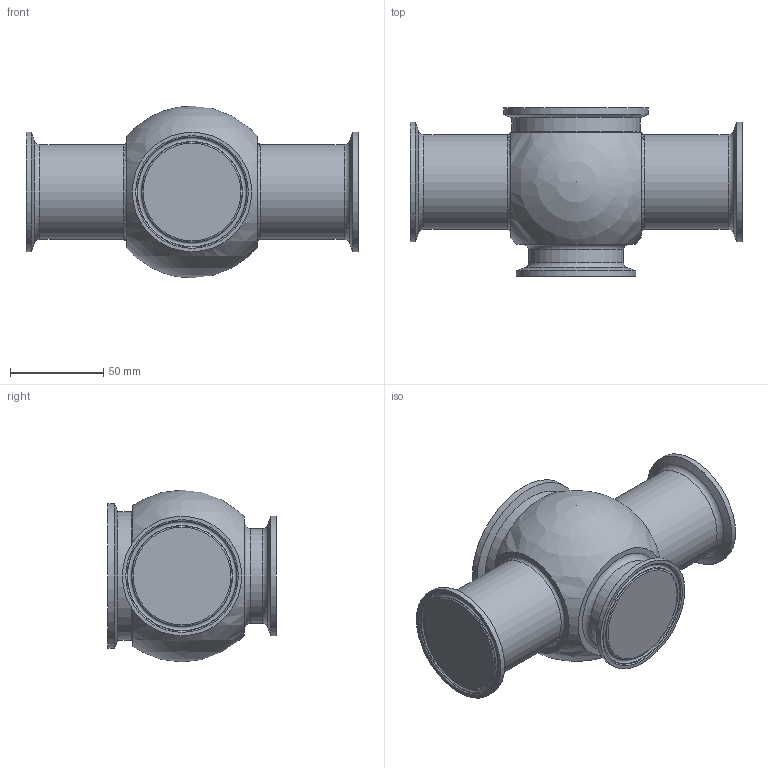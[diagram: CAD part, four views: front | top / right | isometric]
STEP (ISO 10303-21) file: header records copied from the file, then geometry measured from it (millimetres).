
FILE_DESCRIPTION(/* description */ (''),/* implementation_level */ '2;1');
FILE_NAME(/* name */ '112410.stp',/* time_stamp */ '2021-08-18T16:07:17+06:00',/* author */ ('H7M44K'),/* organization */ (''),/* preprocessor_version */ 'ST-DEVELOPER v18.1',/* originating_system */ 'Autodesk Inventor 2020',/* authorisation */ '');
FILE_SCHEMA (('AUTOMOTIVE_DESIGN { 1 0 10303 214 3 1 1 }'));
Length unit declared in the file: inch
Products named in the file (1): 112410
Bounding box: 177.8 x 90.17 x 92.05 mm (x, y, z)
Volume: 627658.9 mm3; surface area: 55285.1 mm2
Topology: 1 solids, 1 shells, 46 faces, 144 edges, 104 vertices
Faces by surface type: torus 16, plane 11, cone 10, cylinder 8, sphere 1
Full cylindrical faces by diameter (mm): 50.8 x3, 63.906 x3, 68.783 x1, 77.47 x1
Entity records: 1765 total; most frequent: DIRECTION 352, CARTESIAN_POINT 311, ORIENTED_EDGE 284, AXIS2_PLACEMENT_3D 165, EDGE_CURVE 142, CIRCLE 118, VERTEX_POINT 104, EDGE_LOOP 52
